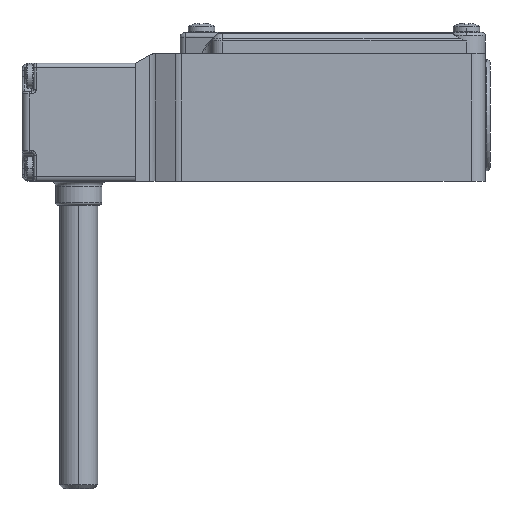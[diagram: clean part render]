
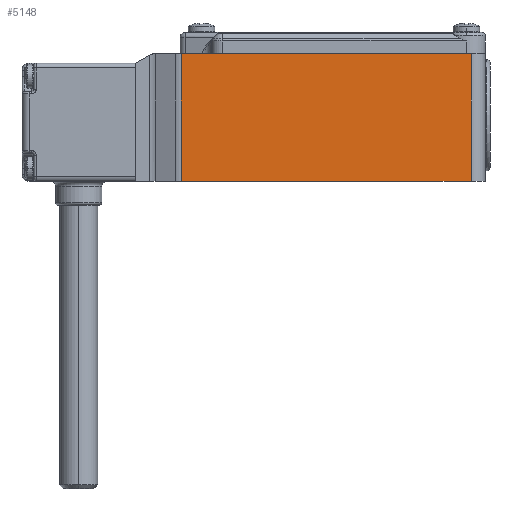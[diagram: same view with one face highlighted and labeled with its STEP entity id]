
A CAD part, left-side view. The second image highlights one B-rep face of the part: STEP entity #5148.
In plain terms, the highlighted planar face has unit normal (-1, 0, 0).
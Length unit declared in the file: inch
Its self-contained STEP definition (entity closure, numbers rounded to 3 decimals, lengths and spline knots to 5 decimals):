
#1841 = EDGE_CURVE ( 'NONE', #21649, #16467, #28570, .T. ) ;
#2358 = CARTESIAN_POINT ( 'NONE',  ( -0.59055, 0.11811, 1.06299 ) ) ;
#3003 = CARTESIAN_POINT ( 'NONE',  ( -0.59055, 0.11811, 0. ) ) ;
#3126 = CARTESIAN_POINT ( 'NONE',  ( -0.59055, 2.53287, 1.06299 ) ) ;
#3646 = LINE ( 'NONE', #31645, #16654 ) ;
#3811 = DIRECTION ( 'NONE',  ( 0., -1., 0. ) ) ;
#5148 = ADVANCED_FACE ( 'NONE', ( #20449 ), #27573, .T. ) ;
#6786 = LINE ( 'NONE', #33330, #28036 ) ;
#8164 = CARTESIAN_POINT ( 'NONE',  ( -0.59055, 2.55906, -2.77188 ) ) ;
#9287 = VECTOR ( 'NONE', #3811, 39.37008 ) ;
#11012 = LINE ( 'NONE', #28575, #9287 ) ;
#13772 = VECTOR ( 'NONE', #18530, 39.37008 ) ;
#13965 = ORIENTED_EDGE ( 'NONE', *, *, #17493, .T. ) ;
#15147 = ORIENTED_EDGE ( 'NONE', *, *, #29970, .F. ) ;
#15551 = ORIENTED_EDGE ( 'NONE', *, *, #1841, .T. ) ;
#16208 = EDGE_CURVE ( 'NONE', #21607, #16467, #6786, .T. ) ;
#16467 = VERTEX_POINT ( 'NONE', #32097 ) ;
#16654 = VECTOR ( 'NONE', #23404, 39.37008 ) ;
#16694 = DIRECTION ( 'NONE',  ( 0., 1., 0. ) ) ;
#17493 = EDGE_CURVE ( 'NONE', #21607, #20557, #3646, .T. ) ;
#18530 = DIRECTION ( 'NONE',  ( 0., 0., -1. ) ) ;
#19342 = DIRECTION ( 'NONE',  ( 0., 0., 1. ) ) ;
#20449 = FACE_OUTER_BOUND ( 'NONE', #22079, .T. ) ;
#20557 = VERTEX_POINT ( 'NONE', #2358 ) ;
#21308 = CARTESIAN_POINT ( 'NONE',  ( -0.59055, 2.53287, -2.77188 ) ) ;
#21607 = VERTEX_POINT ( 'NONE', #3003 ) ;
#21649 = VERTEX_POINT ( 'NONE', #3126 ) ;
#22079 = EDGE_LOOP ( 'NONE', ( #15147, #15551, #35777, #13965 ) ) ;
#23404 = DIRECTION ( 'NONE',  ( 0., 0., 1. ) ) ;
#27573 = PLANE ( 'NONE',  #29813 ) ;
#28036 = VECTOR ( 'NONE', #16694, 39.37008 ) ;
#28570 = LINE ( 'NONE', #21308, #13772 ) ;
#28575 = CARTESIAN_POINT ( 'NONE',  ( -0.59055, 2.55906, 1.06299 ) ) ;
#29813 = AXIS2_PLACEMENT_3D ( 'NONE', #8164, #35949, #19342 ) ;
#29970 = EDGE_CURVE ( 'NONE', #21649, #20557, #11012, .T. ) ;
#31645 = CARTESIAN_POINT ( 'NONE',  ( -0.59055, 0.11811, 1.06299 ) ) ;
#32097 = CARTESIAN_POINT ( 'NONE',  ( -0.59055, 2.53287, 0. ) ) ;
#33330 = CARTESIAN_POINT ( 'NONE',  ( -0.59055, 2.55906, 0. ) ) ;
#35777 = ORIENTED_EDGE ( 'NONE', *, *, #16208, .F. ) ;
#35949 = DIRECTION ( 'NONE',  ( -1., 0., 0. ) ) ;
